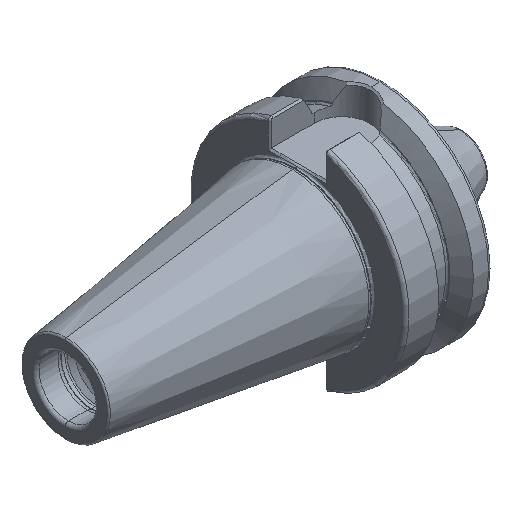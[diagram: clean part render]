
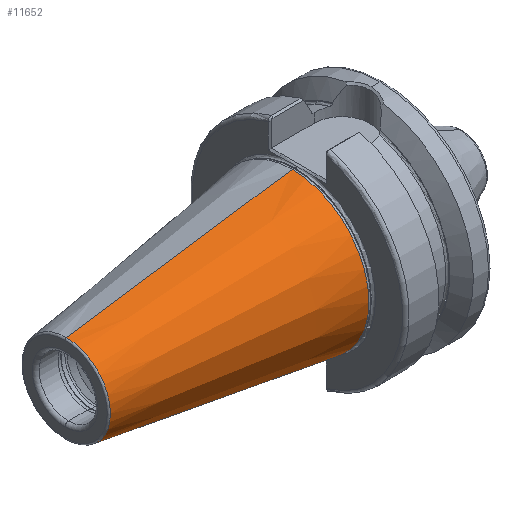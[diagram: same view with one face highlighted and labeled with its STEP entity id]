
A CAD part, isometric view. The second image highlights one B-rep face of the part: STEP entity #11652.
In plain terms, the highlighted conical face has half-angle 8.297 degrees and reference radius 22.298 mm.
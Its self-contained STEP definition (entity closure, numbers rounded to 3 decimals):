
#188 = EDGE_LOOP ( 'NONE', ( #17768, #17741, #17725, #17743 ) ) ;
#291 = EDGE_CURVE ( 'NONE', #15691, #15674, #9401, .T. ) ;
#294 = EDGE_CURVE ( 'NONE', #15675, #15668, #9373, .T. ) ;
#4713 = FACE_OUTER_BOUND ( 'NONE', #188, .T. ) ;
#4725 = CONICAL_SURFACE ( 'NONE', #13448, 22.298, 0.145 ) ;
#5789 = CARTESIAN_POINT ( 'NONE',  ( -1.5, 0., 0. ) ) ;
#5804 = DIRECTION ( 'NONE',  ( 1., 0., 0. ) ) ;
#5807 = DIRECTION ( 'NONE',  ( 0., 0., -1. ) ) ;
#7424 = EDGE_CURVE ( 'NONE', #15668, #15674, #9472, .T. ) ;
#7425 = EDGE_CURVE ( 'NONE', #15675, #15691, #9476, .T. ) ;
#7451 = CARTESIAN_POINT ( 'NONE',  ( -1.5, 0., 0. ) ) ;
#7452 = CARTESIAN_POINT ( 'NONE',  ( -66.972, 0., 0. ) ) ;
#7471 = DIRECTION ( 'NONE',  ( 1., 0., 0. ) ) ;
#7489 = DIRECTION ( 'NONE',  ( 0., 0., -1. ) ) ;
#7490 = DIRECTION ( 'NONE',  ( 1., 0., 0. ) ) ;
#7491 = DIRECTION ( 'NONE',  ( 0., 0., -1. ) ) ;
#9373 = LINE ( 'NONE', #17865, #9380 ) ;
#9380 = VECTOR ( 'NONE', #17873, 1000. ) ;
#9401 = LINE ( 'NONE', #17851, #9402 ) ;
#9402 = VECTOR ( 'NONE', #17882, 1000. ) ;
#9472 = CIRCLE ( 'NONE', #13565, 22.298 ) ;
#9476 = CIRCLE ( 'NONE', #13550, 12.75 ) ;
#11652 = ADVANCED_FACE ( 'NONE', ( #4713 ), #4725, .T. ) ;
#13448 = AXIS2_PLACEMENT_3D ( 'NONE', #5789, #5804, #5807 ) ;
#13550 = AXIS2_PLACEMENT_3D ( 'NONE', #7452, #7471, #7489 ) ;
#13565 = AXIS2_PLACEMENT_3D ( 'NONE', #7451, #7490, #7491 ) ;
#14767 = CARTESIAN_POINT ( 'NONE',  ( -1.5, 0., 22.298 ) ) ;
#14774 = CARTESIAN_POINT ( 'NONE',  ( -66.972, 0., -12.75 ) ) ;
#14811 = CARTESIAN_POINT ( 'NONE',  ( -1.5, 0., -22.298 ) ) ;
#14820 = CARTESIAN_POINT ( 'NONE',  ( -66.972, 0., 12.75 ) ) ;
#15668 = VERTEX_POINT ( 'NONE', #14767 ) ;
#15674 = VERTEX_POINT ( 'NONE', #14811 ) ;
#15675 = VERTEX_POINT ( 'NONE', #14820 ) ;
#15691 = VERTEX_POINT ( 'NONE', #14774 ) ;
#17725 = ORIENTED_EDGE ( 'NONE', *, *, #291, .T. ) ;
#17741 = ORIENTED_EDGE ( 'NONE', *, *, #7425, .T. ) ;
#17743 = ORIENTED_EDGE ( 'NONE', *, *, #7424, .F. ) ;
#17768 = ORIENTED_EDGE ( 'NONE', *, *, #294, .F. ) ;
#17851 = CARTESIAN_POINT ( 'NONE',  ( -1.5, 0., -22.298 ) ) ;
#17865 = CARTESIAN_POINT ( 'NONE',  ( -1.5, 0., 22.298 ) ) ;
#17873 = DIRECTION ( 'NONE',  ( 0.99, 0., 0.144 ) ) ;
#17882 = DIRECTION ( 'NONE',  ( 0.99, 0., -0.144 ) ) ;
